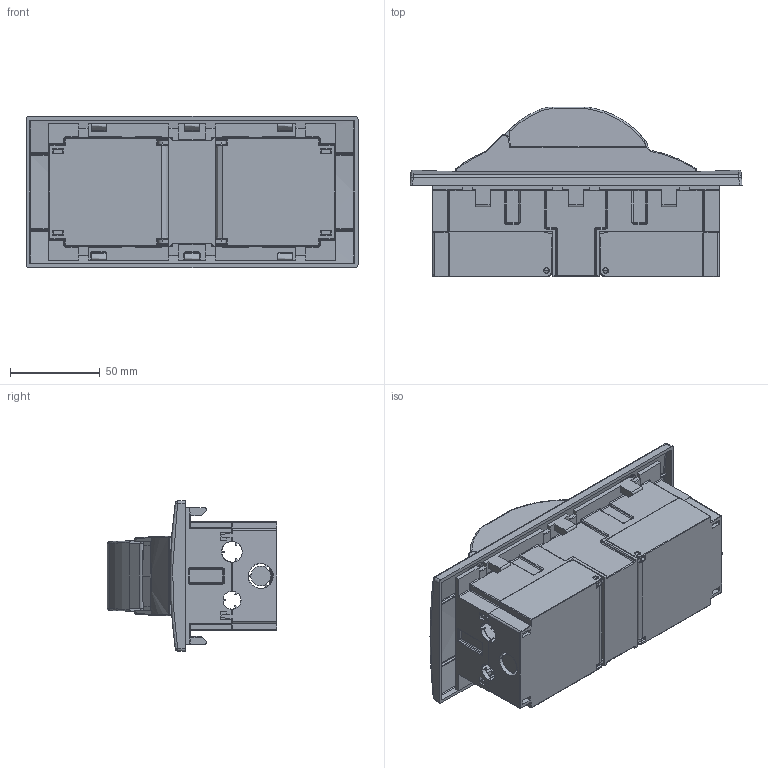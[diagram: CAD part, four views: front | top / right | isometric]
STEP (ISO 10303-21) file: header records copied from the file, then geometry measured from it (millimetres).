
FILE_DESCRIPTION(/* description */ (''),/* implementation_level */ '2;1');
FILE_NAME(/* name */ '6119319',/* time_stamp */ '2015-07-06T10:56:37+02:00',/* author */ (''),/* organization */ (''),/* preprocessor_version */ 'ST-DEVELOPER v15',/* originating_system */ '',/* authorisation */ '');
FILE_SCHEMA (('CONFIG_CONTROL_DESIGN'));
Products named in the file (2): Document; Block 01 01
Assembly tree (1 placements, depth 2):
  Document
    Block 01 01
Bounding box: 185.4 x 94.8 x 84.4 mm (x, y, z)
Surface area: 143526.3 mm2 (no closed solid volume)
Topology: 0 solids, 1355 shells, 2327 faces, 9479 edges, 8328 vertices
Faces by surface type: bspline 1254, plane 1073
Entity records: 134308 total; most frequent: CARTESIAN_POINT 85319, ORIENTED_EDGE 11775, EDGE_CURVE 9362, VERTEX_POINT 8328, B_SPLINE_CURVE_WITH_KNOTS 5956, EDGE_LOOP 2443, ADVANCED_FACE 2327, FACE_OUTER_BOUND 2327
